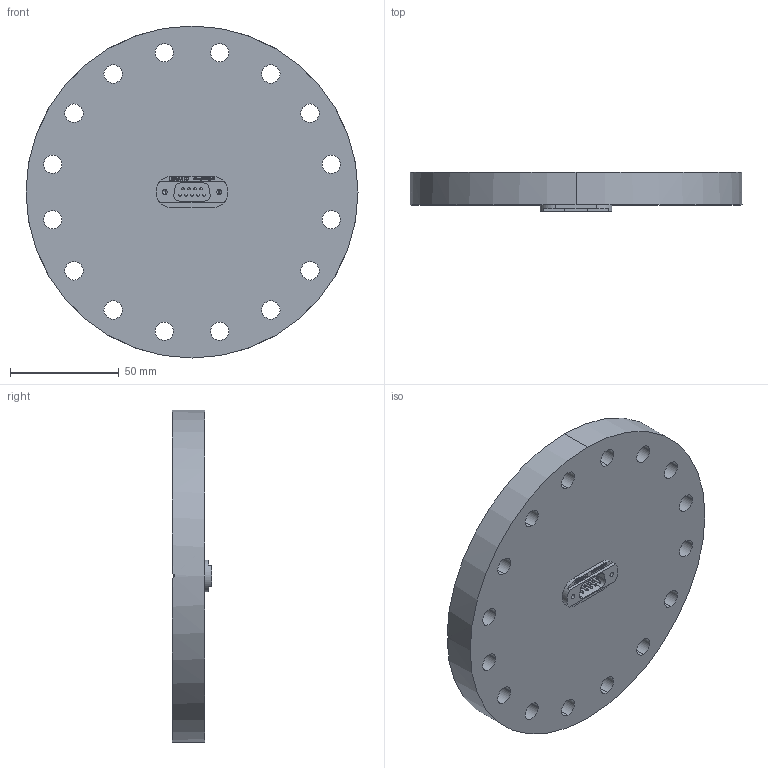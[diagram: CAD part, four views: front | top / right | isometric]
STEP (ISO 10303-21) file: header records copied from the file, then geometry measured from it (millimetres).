
FILE_DESCRIPTION (( 'STEP AP214' ), '1' );
FILE_NAME ('210-D09-C100.STEP', '2020-03-13T12:47:39', ( '' ), ( '' ), 'SwSTEP 2.0', 'SolidWorks 2017', '' );
FILE_SCHEMA (( 'AUTOMOTIVE_DESIGN' ));
Length unit declared in the file: millimetre
Products named in the file (5): 218-D9-37-SS_218-D09-SS; 9210-PIN-FENI_Pin vergoldet; 9218-D9-37-SS_9pin 1mm beschr. allectra; 210-D09-C100; 9210-D09-C100_CF100
Assembly tree (12 placements, depth 3):
  210-D09-C100
    9210-D09-C100_CF100
    218-D9-37-SS_218-D09-SS
      9218-D9-37-SS_9pin 1mm beschr. allectra
      9210-PIN-FENI_Pin vergoldet  x9
Bounding box: 152.4 x 18.2 x 152.4 mm (x, y, z)
Volume: 245622.7 mm3; surface area: 52972.6 mm2
Topology: 11 solids, 11 shells, 347 faces, 953 edges, 626 vertices
Faces by surface type: plane 150, cylinder 140, bspline 27, sphere 18, cone 12
Entity records: 11929 total; most frequent: CARTESIAN_POINT 3565, ORIENTED_EDGE 1686, DIRECTION 1649, EDGE_CURVE 843, AXIS2_PLACEMENT_3D 560, VERTEX_POINT 558, VECTOR 529, LINE 529
